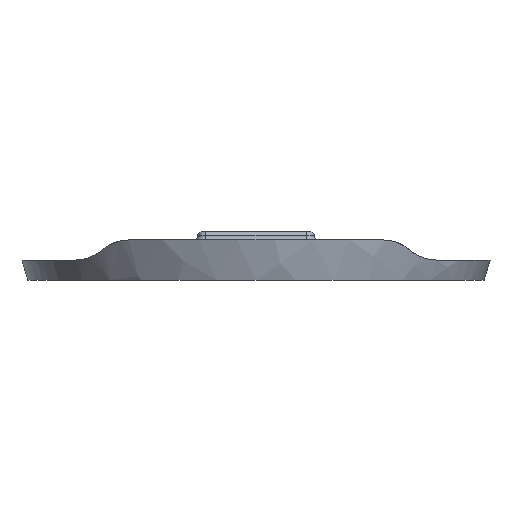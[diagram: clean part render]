
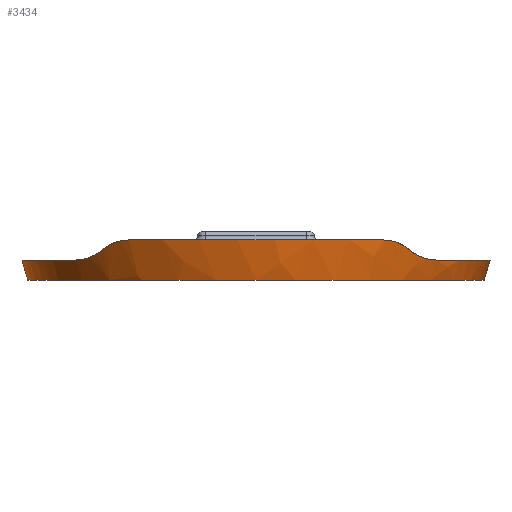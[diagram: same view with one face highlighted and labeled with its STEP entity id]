
A CAD part, front view. The second image highlights one B-rep face of the part: STEP entity #3434.
In plain terms, the highlighted spherical face has radius 60 mm.
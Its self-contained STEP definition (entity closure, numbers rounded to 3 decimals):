
#29=SPHERICAL_SURFACE('',#3786,60.);
#67=FACE_BOUND('',#653,.T.);
#79=B_SPLINE_CURVE_WITH_KNOTS('',3,(#5723,#5724,#5725,#5726,#5727,#5728),
 .UNSPECIFIED.,.F.,.F.,(4,2,4),(2.735,3.146,3.726),
 .UNSPECIFIED.);
#82=B_SPLINE_CURVE_WITH_KNOTS('',3,(#5751,#5752,#5753,#5754,#5755,#5756,
#5757),.UNSPECIFIED.,.F.,.F.,(4,3,4),(-0.46,0.,0.405),
 .UNSPECIFIED.);
#84=B_SPLINE_CURVE_WITH_KNOTS('',3,(#5766,#5767,#5768,#5769,#5770,#5771,
#5772),.UNSPECIFIED.,.F.,.F.,(4,3,4),(7.346,7.911,
8.343),.UNSPECIFIED.);
#87=B_SPLINE_CURVE_WITH_KNOTS('',3,(#5795,#5796,#5797,#5798,#5799,#5800),
 .UNSPECIFIED.,.F.,.F.,(4,2,4),(2.656,3.039,3.515),
 .UNSPECIFIED.);
#89=B_SPLINE_CURVE_WITH_KNOTS('',3,(#5809,#5810,#5811,#5812,#5813,#5814,
#5815),.UNSPECIFIED.,.F.,.F.,(4,3,4),(7.478,7.911,
8.476),.UNSPECIFIED.);
#90=B_SPLINE_CURVE_WITH_KNOTS('',3,(#5817,#5818,#5819,#5820,#5821,#5822,
#5823),.UNSPECIFIED.,.F.,.F.,(4,3,4),(7.346,7.911,
8.343),.UNSPECIFIED.);
#91=B_SPLINE_CURVE_WITH_KNOTS('',3,(#5824,#5825,#5826,#5827,#5828,#5829),
 .UNSPECIFIED.,.F.,.F.,(4,2,4),(2.656,3.039,3.515),
 .UNSPECIFIED.);
#92=B_SPLINE_CURVE_WITH_KNOTS('',3,(#5830,#5831,#5832,#5833,#5834,#5835),
 .UNSPECIFIED.,.F.,.F.,(4,2,4),(3.424,3.901,4.284),
 .UNSPECIFIED.);
#128=CIRCLE('',#3623,56.79);
#185=CIRCLE('',#3704,58.256);
#188=CIRCLE('',#3708,58.256);
#214=CIRCLE('',#3746,59.265);
#220=CIRCLE('',#3758,59.265);
#445=FACE_OUTER_BOUND('',#652,.T.);
#652=EDGE_LOOP('',(#2653,#2654,#2655,#2656,#2657,#2658,#2659,#2660,#2661,
#2662,#2663,#2664));
#653=EDGE_LOOP('',(#2665));
#1409=VERTEX_POINT('',#5161);
#1517=VERTEX_POINT('',#5521);
#1518=VERTEX_POINT('',#5522);
#1523=VERTEX_POINT('',#5533);
#1524=VERTEX_POINT('',#5535);
#1544=VERTEX_POINT('',#5596);
#1563=VERTEX_POINT('',#5637);
#1569=VERTEX_POINT('',#5658);
#1570=VERTEX_POINT('',#5659);
#1595=VERTEX_POINT('',#5722);
#1599=VERTEX_POINT('',#5765);
#1603=VERTEX_POINT('',#5808);
#1604=VERTEX_POINT('',#5816);
#1760=EDGE_CURVE('',#1409,#1409,#128,.T.);
#1894=EDGE_CURVE('',#1517,#1518,#185,.T.);
#1900=EDGE_CURVE('',#1524,#1523,#188,.T.);
#1952=EDGE_CURVE('',#1544,#1563,#214,.T.);
#1960=EDGE_CURVE('',#1569,#1570,#220,.T.);
#1992=EDGE_CURVE('',#1595,#1524,#79,.T.);
#1996=EDGE_CURVE('',#1563,#1595,#82,.T.);
#1999=EDGE_CURVE('',#1523,#1599,#84,.T.);
#2003=EDGE_CURVE('',#1599,#1569,#87,.T.);
#2006=EDGE_CURVE('',#1603,#1517,#89,.T.);
#2007=EDGE_CURVE('',#1518,#1604,#90,.T.);
#2008=EDGE_CURVE('',#1604,#1544,#91,.T.);
#2009=EDGE_CURVE('',#1570,#1603,#92,.T.);
#2653=ORIENTED_EDGE('',*,*,#2006,.T.);
#2654=ORIENTED_EDGE('',*,*,#1894,.T.);
#2655=ORIENTED_EDGE('',*,*,#2007,.T.);
#2656=ORIENTED_EDGE('',*,*,#2008,.T.);
#2657=ORIENTED_EDGE('',*,*,#1952,.T.);
#2658=ORIENTED_EDGE('',*,*,#1996,.T.);
#2659=ORIENTED_EDGE('',*,*,#1992,.T.);
#2660=ORIENTED_EDGE('',*,*,#1900,.T.);
#2661=ORIENTED_EDGE('',*,*,#1999,.T.);
#2662=ORIENTED_EDGE('',*,*,#2003,.T.);
#2663=ORIENTED_EDGE('',*,*,#1960,.T.);
#2664=ORIENTED_EDGE('',*,*,#2009,.T.);
#2665=ORIENTED_EDGE('',*,*,#1760,.T.);
#3434=ADVANCED_FACE('',(#445,#67),#29,.T.);
#3623=AXIS2_PLACEMENT_3D('',#5162,#4074,#4075);
#3704=AXIS2_PLACEMENT_3D('',#5523,#4305,#4306);
#3708=AXIS2_PLACEMENT_3D('',#5536,#4316,#4317);
#3746=AXIS2_PLACEMENT_3D('',#5639,#4418,#4419);
#3758=AXIS2_PLACEMENT_3D('',#5660,#4444,#4445);
#3786=AXIS2_PLACEMENT_3D('',#5807,#4517,#4518);
#4074=DIRECTION('center_axis',(0.,0.,1.));
#4075=DIRECTION('ref_axis',(0.,-1.,0.));
#4305=DIRECTION('center_axis',(0.,0.,-1.));
#4306=DIRECTION('ref_axis',(0.,1.,0.));
#4316=DIRECTION('center_axis',(0.,0.,-1.));
#4317=DIRECTION('ref_axis',(0.,1.,0.));
#4418=DIRECTION('center_axis',(0.,0.,-1.));
#4419=DIRECTION('ref_axis',(0.,1.,0.));
#4444=DIRECTION('center_axis',(0.,0.,-1.));
#4445=DIRECTION('ref_axis',(0.,1.,0.));
#4517=DIRECTION('center_axis',(1.,0.,0.));
#4518=DIRECTION('ref_axis',(0.,-1.,0.));
#5161=CARTESIAN_POINT('',(-20.,18.79,-5.));
#5162=CARTESIAN_POINT('Origin',(-20.,-38.,-5.));
#5521=CARTESIAN_POINT('',(-64.873,-75.15,0.));
#5522=CARTESIAN_POINT('',(-64.873,-0.85,0.));
#5523=CARTESIAN_POINT('Origin',(-20.,-38.,0.));
#5533=CARTESIAN_POINT('',(24.873,-75.15,0.));
#5535=CARTESIAN_POINT('',(24.817,-0.783,0.));
#5536=CARTESIAN_POINT('Origin',(-20.,-38.,0.));
#5596=CARTESIAN_POINT('',(-51.644,12.11,5.));
#5637=CARTESIAN_POINT('',(11.589,12.145,5.));
#5639=CARTESIAN_POINT('Origin',(-20.,-38.,5.));
#5658=CARTESIAN_POINT('',(11.644,-88.11,5.));
#5659=CARTESIAN_POINT('',(-51.644,-88.11,5.));
#5660=CARTESIAN_POINT('Origin',(-20.,-38.,5.));
#5722=CARTESIAN_POINT('',(18.203,6.719,2.5));
#5723=CARTESIAN_POINT('Ctrl Pts',(18.203,6.719,2.5));
#5724=CARTESIAN_POINT('Ctrl Pts',(19.023,5.827,1.777));
#5725=CARTESIAN_POINT('Ctrl Pts',(19.94,4.825,1.21));
#5726=CARTESIAN_POINT('Ctrl Pts',(22.209,2.29,0.239));
#5727=CARTESIAN_POINT('Ctrl Pts',(23.584,0.703,0.));
#5728=CARTESIAN_POINT('Ctrl Pts',(24.817,-0.783,0.));
#5751=CARTESIAN_POINT('Ctrl Pts',(11.589,12.145,5.));
#5752=CARTESIAN_POINT('Ctrl Pts',(12.968,11.276,5.));
#5753=CARTESIAN_POINT('Ctrl Pts',(14.295,10.3,4.703));
#5754=CARTESIAN_POINT('Ctrl Pts',(15.416,9.363,4.239));
#5755=CARTESIAN_POINT('Ctrl Pts',(16.403,8.537,3.83));
#5756=CARTESIAN_POINT('Ctrl Pts',(17.363,7.633,3.241));
#5757=CARTESIAN_POINT('Ctrl Pts',(18.203,6.719,2.5));
#5765=CARTESIAN_POINT('',(18.259,-82.672,2.5));
#5766=CARTESIAN_POINT('Ctrl Pts',(24.873,-75.15,0.));
#5767=CARTESIAN_POINT('Ctrl Pts',(23.576,-76.716,0.));
#5768=CARTESIAN_POINT('Ctrl Pts',(22.254,-78.241,0.261));
#5769=CARTESIAN_POINT('Ctrl Pts',(21.046,-79.596,0.761));
#5770=CARTESIAN_POINT('Ctrl Pts',(20.122,-80.634,1.144));
#5771=CARTESIAN_POINT('Ctrl Pts',(19.147,-81.703,1.717));
#5772=CARTESIAN_POINT('Ctrl Pts',(18.259,-82.672,2.5));
#5795=CARTESIAN_POINT('Ctrl Pts',(18.259,-82.672,2.5));
#5796=CARTESIAN_POINT('Ctrl Pts',(17.497,-83.502,3.172));
#5797=CARTESIAN_POINT('Ctrl Pts',(16.592,-84.373,3.757));
#5798=CARTESIAN_POINT('Ctrl Pts',(14.363,-86.26,4.717));
#5799=CARTESIAN_POINT('Ctrl Pts',(12.987,-87.262,5.));
#5800=CARTESIAN_POINT('Ctrl Pts',(11.644,-88.11,5.));
#5807=CARTESIAN_POINT('Origin',(-20.,-38.,14.362));
#5808=CARTESIAN_POINT('',(-58.259,-82.672,2.5));
#5809=CARTESIAN_POINT('Ctrl Pts',(-58.259,-82.672,2.5));
#5810=CARTESIAN_POINT('Ctrl Pts',(-59.147,-81.703,1.717));
#5811=CARTESIAN_POINT('Ctrl Pts',(-60.122,-80.634,1.144));
#5812=CARTESIAN_POINT('Ctrl Pts',(-61.046,-79.596,0.761));
#5813=CARTESIAN_POINT('Ctrl Pts',(-62.254,-78.241,0.261));
#5814=CARTESIAN_POINT('Ctrl Pts',(-63.576,-76.716,0.));
#5815=CARTESIAN_POINT('Ctrl Pts',(-64.873,-75.15,0.));
#5816=CARTESIAN_POINT('',(-58.259,6.672,2.5));
#5817=CARTESIAN_POINT('Ctrl Pts',(-64.873,-0.85,0.));
#5818=CARTESIAN_POINT('Ctrl Pts',(-63.576,0.716,0.));
#5819=CARTESIAN_POINT('Ctrl Pts',(-62.254,2.241,0.261));
#5820=CARTESIAN_POINT('Ctrl Pts',(-61.046,3.596,0.761));
#5821=CARTESIAN_POINT('Ctrl Pts',(-60.122,4.634,1.144));
#5822=CARTESIAN_POINT('Ctrl Pts',(-59.147,5.703,1.717));
#5823=CARTESIAN_POINT('Ctrl Pts',(-58.259,6.672,2.5));
#5824=CARTESIAN_POINT('Ctrl Pts',(-58.259,6.672,2.5));
#5825=CARTESIAN_POINT('Ctrl Pts',(-57.497,7.502,3.172));
#5826=CARTESIAN_POINT('Ctrl Pts',(-56.592,8.373,3.757));
#5827=CARTESIAN_POINT('Ctrl Pts',(-54.363,10.26,4.717));
#5828=CARTESIAN_POINT('Ctrl Pts',(-52.987,11.262,5.));
#5829=CARTESIAN_POINT('Ctrl Pts',(-51.644,12.11,5.));
#5830=CARTESIAN_POINT('Ctrl Pts',(-51.644,-88.11,5.));
#5831=CARTESIAN_POINT('Ctrl Pts',(-52.987,-87.262,5.));
#5832=CARTESIAN_POINT('Ctrl Pts',(-54.363,-86.26,4.717));
#5833=CARTESIAN_POINT('Ctrl Pts',(-56.592,-84.373,3.757));
#5834=CARTESIAN_POINT('Ctrl Pts',(-57.497,-83.502,3.172));
#5835=CARTESIAN_POINT('Ctrl Pts',(-58.259,-82.672,2.5));
